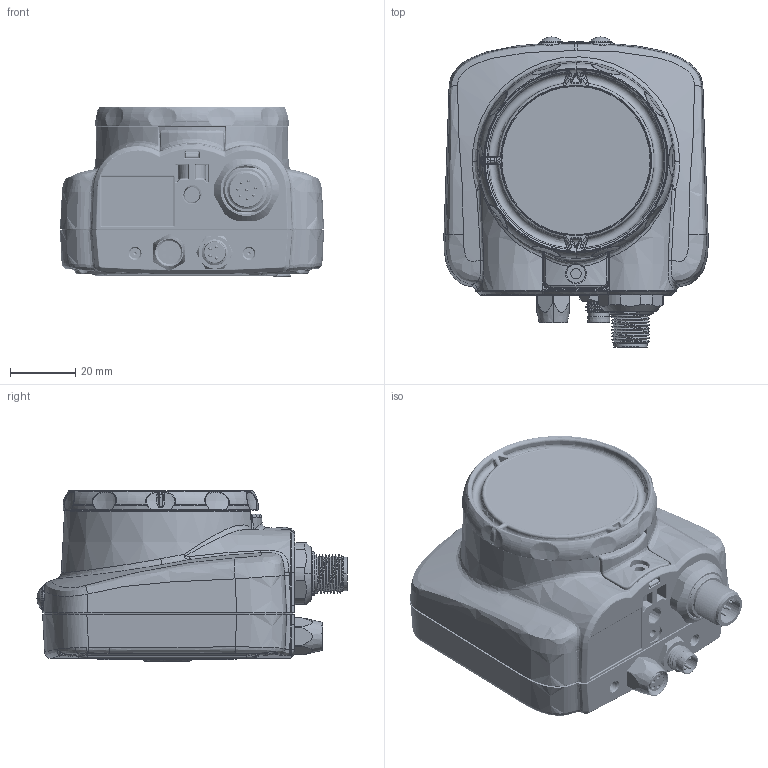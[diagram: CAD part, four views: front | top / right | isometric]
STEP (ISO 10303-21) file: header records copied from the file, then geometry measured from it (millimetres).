
FILE_DESCRIPTION((''),'2;1');
FILE_NAME('154664_SW','2010-11-17T',('banengservice'),('BANNER ENGINEERING'),'PRO/ENGINEER BY PARAMETRIC TECHNOLOGY CORPORATION, 2009141','PRO/ENGINEER BY PARAMETRIC TECHNOLOGY CORPORATION, 2009141','');
FILE_SCHEMA(('CONFIG_CONTROL_DESIGN'));
Products named in the file (1): 154664_SW
Bounding box: 81.17 x 95.25 x 52.3 mm (x, y, z)
Volume: 86436.7 mm3; surface area: 70138.8 mm2
Topology: 1 solids, 1 shells, 3343 faces, 8045 edges, 4730 vertices
Faces by surface type: bspline 1236, cylinder 772, plane 560, torus 312, cone 296, sphere 148, extrusion 17, revolution 2
Entity records: 184632 total; most frequent: CARTESIAN_POINT 116359, ORIENTED_EDGE 15994, DIRECTION 11996, EDGE_CURVE 7997, AXIS2_PLACEMENT_3D 5013, VERTEX_POINT 4730, EDGE_LOOP 3481, FACE_OUTER_BOUND 3343
